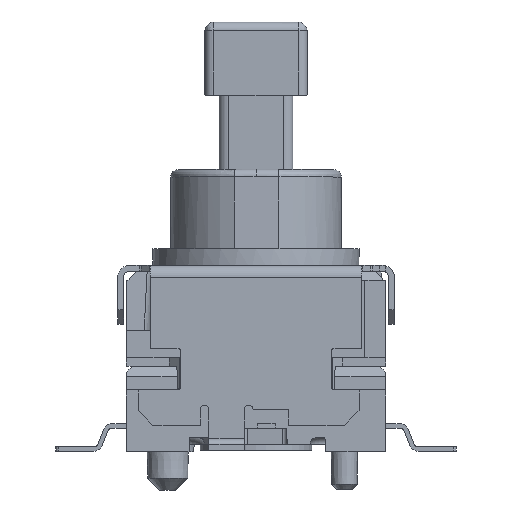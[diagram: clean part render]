
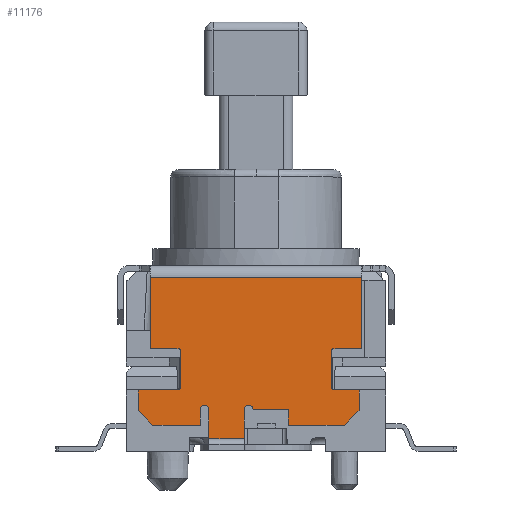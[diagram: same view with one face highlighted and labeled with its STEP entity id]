
A CAD part, front view. The second image highlights one B-rep face of the part: STEP entity #11176.
In plain terms, the highlighted planar face has unit normal (0, -1, 0).
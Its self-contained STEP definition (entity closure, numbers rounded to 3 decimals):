
#227=PLANE('',#11961);
#813=FACE_OUTER_BOUND('',#1399,.T.);
#1399=EDGE_LOOP('',(#8183,#8184,#8185,#8186,#8187,#8188,#8189,#8190,#8191,
#8192,#8193,#8194,#8195,#8196,#8197,#8198,#8199,#8200,#8201,#8202,#8203,
#8204,#8205,#8206,#8207,#8208,#8209,#8210,#8211));
#2062=LINE('',#17312,#3188);
#2065=LINE('',#17318,#3191);
#2066=LINE('',#17321,#3192);
#2069=LINE('',#17328,#3195);
#2076=LINE('',#17345,#3202);
#2078=LINE('',#17352,#3204);
#2082=LINE('',#17362,#3208);
#2087=LINE('',#17376,#3213);
#2090=LINE('',#17382,#3216);
#2094=LINE('',#17394,#3220);
#2097=LINE('',#17401,#3223);
#2103=LINE('',#17412,#3229);
#2106=LINE('',#17418,#3232);
#2109=LINE('',#17427,#3235);
#2110=LINE('',#17429,#3236);
#2112=LINE('',#17434,#3238);
#2153=LINE('',#17575,#3279);
#2265=LINE('',#17871,#3391);
#2270=LINE('',#17881,#3396);
#2271=LINE('',#17883,#3397);
#2272=LINE('',#17884,#3398);
#2273=LINE('',#17886,#3399);
#2274=LINE('',#17887,#3400);
#3188=VECTOR('',#13420,1000.);
#3191=VECTOR('',#13425,1000.);
#3192=VECTOR('',#13428,1000.);
#3195=VECTOR('',#13433,1000.);
#3202=VECTOR('',#13448,1000.);
#3204=VECTOR('',#13454,1000.);
#3208=VECTOR('',#13462,1000.);
#3213=VECTOR('',#13473,1000.);
#3216=VECTOR('',#13478,1000.);
#3220=VECTOR('',#13490,1000.);
#3223=VECTOR('',#13495,1000.);
#3229=VECTOR('',#13503,1000.);
#3232=VECTOR('',#13508,1000.);
#3235=VECTOR('',#13519,1000.);
#3236=VECTOR('',#13522,1000.);
#3238=VECTOR('',#13526,1000.);
#3279=VECTOR('',#13611,1000.);
#3391=VECTOR('',#13881,1000.);
#3396=VECTOR('',#13890,1000.);
#3397=VECTOR('',#13891,1000.);
#3398=VECTOR('',#13892,1000.);
#3399=VECTOR('',#13893,1000.);
#3400=VECTOR('',#13894,1000.);
#4160=CIRCLE('',#11836,0.1);
#4166=CIRCLE('',#11848,0.1);
#4168=CIRCLE('',#11855,0.15);
#4170=CIRCLE('',#11861,0.15);
#4172=CIRCLE('',#11864,0.1);
#4176=CIRCLE('',#11877,0.1);
#4700=VERTEX_POINT('',#17078);
#4703=VERTEX_POINT('',#17088);
#4765=VERTEX_POINT('',#17305);
#4768=VERTEX_POINT('',#17310);
#4770=VERTEX_POINT('',#17316);
#4771=VERTEX_POINT('',#17320);
#4773=VERTEX_POINT('',#17326);
#4774=VERTEX_POINT('',#17327);
#4778=VERTEX_POINT('',#17337);
#4780=VERTEX_POINT('',#17343);
#4783=VERTEX_POINT('',#17350);
#4787=VERTEX_POINT('',#17361);
#4793=VERTEX_POINT('',#17374);
#4795=VERTEX_POINT('',#17381);
#4798=VERTEX_POINT('',#17389);
#4799=VERTEX_POINT('',#17393);
#4801=VERTEX_POINT('',#17399);
#4802=VERTEX_POINT('',#17400);
#4806=VERTEX_POINT('',#17410);
#4808=VERTEX_POINT('',#17416);
#4810=VERTEX_POINT('',#17422);
#4812=VERTEX_POINT('',#17432);
#4814=VERTEX_POINT('',#17442);
#4837=VERTEX_POINT('',#17546);
#4847=VERTEX_POINT('',#17574);
#4944=VERTEX_POINT('',#17870);
#4947=VERTEX_POINT('',#17880);
#4948=VERTEX_POINT('',#17882);
#4949=VERTEX_POINT('',#17885);
#5922=EDGE_CURVE('',#4765,#4768,#2062,.T.);
#5925=EDGE_CURVE('',#4768,#4770,#2065,.T.);
#5926=EDGE_CURVE('',#4770,#4771,#2066,.T.);
#5929=EDGE_CURVE('',#4773,#4774,#2069,.T.);
#5935=EDGE_CURVE('',#4774,#4778,#4160,.T.);
#5938=EDGE_CURVE('',#4778,#4780,#2076,.T.);
#5941=EDGE_CURVE('',#4780,#4783,#2078,.T.);
#5946=EDGE_CURVE('',#4783,#4787,#2082,.T.);
#5953=EDGE_CURVE('',#4787,#4793,#2087,.T.);
#5956=EDGE_CURVE('',#4793,#4795,#2090,.T.);
#5961=EDGE_CURVE('',#4795,#4798,#4166,.T.);
#5962=EDGE_CURVE('',#4798,#4799,#2094,.T.);
#5965=EDGE_CURVE('',#4801,#4802,#2097,.T.);
#5971=EDGE_CURVE('',#4802,#4806,#2103,.T.);
#5974=EDGE_CURVE('',#4806,#4808,#2106,.T.);
#5977=EDGE_CURVE('',#4808,#4810,#4168,.T.);
#5979=EDGE_CURVE('',#4810,#4700,#2109,.T.);
#5980=EDGE_CURVE('',#4700,#4703,#2110,.T.);
#5982=EDGE_CURVE('',#4703,#4812,#2112,.T.);
#5985=EDGE_CURVE('',#4812,#4765,#4170,.T.);
#5988=EDGE_CURVE('',#4799,#4814,#4172,.T.);
#6020=EDGE_CURVE('',#4837,#4773,#4176,.T.);
#6033=EDGE_CURVE('',#4771,#4847,#2153,.T.);
#6177=EDGE_CURVE('',#4944,#4801,#2265,.T.);
#6182=EDGE_CURVE('',#4847,#4947,#2270,.T.);
#6183=EDGE_CURVE('',#4947,#4948,#2271,.T.);
#6184=EDGE_CURVE('',#4948,#4837,#2272,.T.);
#6185=EDGE_CURVE('',#4814,#4949,#2273,.T.);
#6186=EDGE_CURVE('',#4949,#4944,#2274,.T.);
#8183=ORIENTED_EDGE('',*,*,#5985,.T.);
#8184=ORIENTED_EDGE('',*,*,#5922,.T.);
#8185=ORIENTED_EDGE('',*,*,#5925,.T.);
#8186=ORIENTED_EDGE('',*,*,#5926,.T.);
#8187=ORIENTED_EDGE('',*,*,#6033,.T.);
#8188=ORIENTED_EDGE('',*,*,#6182,.T.);
#8189=ORIENTED_EDGE('',*,*,#6183,.T.);
#8190=ORIENTED_EDGE('',*,*,#6184,.T.);
#8191=ORIENTED_EDGE('',*,*,#6020,.T.);
#8192=ORIENTED_EDGE('',*,*,#5929,.T.);
#8193=ORIENTED_EDGE('',*,*,#5935,.T.);
#8194=ORIENTED_EDGE('',*,*,#5938,.T.);
#8195=ORIENTED_EDGE('',*,*,#5941,.T.);
#8196=ORIENTED_EDGE('',*,*,#5946,.T.);
#8197=ORIENTED_EDGE('',*,*,#5953,.T.);
#8198=ORIENTED_EDGE('',*,*,#5956,.T.);
#8199=ORIENTED_EDGE('',*,*,#5961,.T.);
#8200=ORIENTED_EDGE('',*,*,#5962,.T.);
#8201=ORIENTED_EDGE('',*,*,#5988,.T.);
#8202=ORIENTED_EDGE('',*,*,#6185,.T.);
#8203=ORIENTED_EDGE('',*,*,#6186,.T.);
#8204=ORIENTED_EDGE('',*,*,#6177,.T.);
#8205=ORIENTED_EDGE('',*,*,#5965,.T.);
#8206=ORIENTED_EDGE('',*,*,#5971,.T.);
#8207=ORIENTED_EDGE('',*,*,#5974,.T.);
#8208=ORIENTED_EDGE('',*,*,#5977,.T.);
#8209=ORIENTED_EDGE('',*,*,#5979,.T.);
#8210=ORIENTED_EDGE('',*,*,#5980,.T.);
#8211=ORIENTED_EDGE('',*,*,#5982,.T.);
#11176=ADVANCED_FACE('',(#813),#227,.T.);
#11836=AXIS2_PLACEMENT_3D('',#17339,#13442,#13443);
#11848=AXIS2_PLACEMENT_3D('',#17391,#13486,#13487);
#11855=AXIS2_PLACEMENT_3D('',#17424,#13514,#13515);
#11861=AXIS2_PLACEMENT_3D('',#17438,#13532,#13533);
#11864=AXIS2_PLACEMENT_3D('',#17444,#13539,#13540);
#11877=AXIS2_PLACEMENT_3D('',#17550,#13591,#13592);
#11961=AXIS2_PLACEMENT_3D('',#17879,#13888,#13889);
#13420=DIRECTION('',(1.,0.,0.));
#13425=DIRECTION('',(0.,0.,-1.));
#13428=DIRECTION('',(1.,0.,0.));
#13433=DIRECTION('',(0.,0.,1.));
#13442=DIRECTION('center_axis',(0.,1.,0.));
#13443=DIRECTION('ref_axis',(0.,0.,1.));
#13448=DIRECTION('',(1.,0.,0.));
#13454=DIRECTION('',(0.,0.,1.));
#13462=DIRECTION('',(-1.,0.,0.));
#13473=DIRECTION('',(0.,0.,-1.));
#13478=DIRECTION('',(1.,0.,0.));
#13486=DIRECTION('center_axis',(0.,1.,0.));
#13487=DIRECTION('ref_axis',(0.,0.,1.));
#13490=DIRECTION('',(0.,0.,-1.));
#13495=DIRECTION('',(0.707,0.,-0.707));
#13503=DIRECTION('',(1.,0.,0.));
#13508=DIRECTION('',(0.,0.,1.));
#13514=DIRECTION('center_axis',(0.,1.,0.));
#13515=DIRECTION('ref_axis',(0.,0.,-1.));
#13519=DIRECTION('',(0.,0.,-1.));
#13522=DIRECTION('',(1.,0.,0.));
#13526=DIRECTION('',(0.,0.,1.));
#13532=DIRECTION('center_axis',(0.,1.,0.));
#13533=DIRECTION('ref_axis',(0.,0.,-1.));
#13539=DIRECTION('center_axis',(0.,1.,0.));
#13540=DIRECTION('ref_axis',(0.,0.,1.));
#13591=DIRECTION('center_axis',(0.,1.,0.));
#13592=DIRECTION('ref_axis',(0.,0.,1.));
#13611=DIRECTION('',(0.707,0.,0.707));
#13881=DIRECTION('',(0.,0.,-1.));
#13888=DIRECTION('center_axis',(0.,-1.,0.));
#13889=DIRECTION('ref_axis',(0.,0.,-1.));
#13890=DIRECTION('',(0.,0.,1.));
#13891=DIRECTION('',(-1.,0.,0.));
#13892=DIRECTION('',(-1.,0.,0.));
#13893=DIRECTION('',(-1.,0.,0.));
#13894=DIRECTION('',(-1.,0.,0.));
#17078=CARTESIAN_POINT('',(-1.6,-4.455,0.445));
#17088=CARTESIAN_POINT('',(-0.4,-4.455,0.445));
#17305=CARTESIAN_POINT('',(-0.1,-4.455,1.43));
#17310=CARTESIAN_POINT('',(1.1,-4.455,1.43));
#17312=CARTESIAN_POINT('',(3.6,-4.455,1.43));
#17316=CARTESIAN_POINT('',(1.1,-4.455,0.9));
#17318=CARTESIAN_POINT('',(1.1,-4.455,0.445));
#17320=CARTESIAN_POINT('',(3.,-4.455,0.9));
#17321=CARTESIAN_POINT('',(3.6,-4.455,0.9));
#17326=CARTESIAN_POINT('',(2.55,-4.455,2.2));
#17327=CARTESIAN_POINT('',(2.55,-4.455,3.4));
#17328=CARTESIAN_POINT('',(2.55,-4.455,0.445));
#17337=CARTESIAN_POINT('',(2.65,-4.455,3.5));
#17339=CARTESIAN_POINT('Origin',(2.65,-4.455,3.4));
#17343=CARTESIAN_POINT('',(3.6,-4.455,3.5));
#17345=CARTESIAN_POINT('',(3.6,-4.455,3.5));
#17350=CARTESIAN_POINT('',(3.6,-4.455,5.93));
#17352=CARTESIAN_POINT('',(3.6,-4.455,0.445));
#17361=CARTESIAN_POINT('',(-3.6,-4.455,5.93));
#17362=CARTESIAN_POINT('',(3.6,-4.455,5.93));
#17374=CARTESIAN_POINT('',(-3.6,-4.455,3.5));
#17376=CARTESIAN_POINT('',(-3.6,-4.455,0.445));
#17381=CARTESIAN_POINT('',(-2.65,-4.455,3.5));
#17382=CARTESIAN_POINT('',(3.6,-4.455,3.5));
#17389=CARTESIAN_POINT('',(-2.55,-4.455,3.4));
#17391=CARTESIAN_POINT('Origin',(-2.65,-4.455,3.4));
#17393=CARTESIAN_POINT('',(-2.55,-4.455,2.2));
#17394=CARTESIAN_POINT('',(-2.55,-4.455,0.445));
#17399=CARTESIAN_POINT('',(-4.,-4.455,1.4));
#17400=CARTESIAN_POINT('',(-3.5,-4.455,0.9));
#17401=CARTESIAN_POINT('',(-4.,-4.455,1.4));
#17410=CARTESIAN_POINT('',(-1.9,-4.455,0.9));
#17412=CARTESIAN_POINT('',(3.6,-4.455,0.9));
#17416=CARTESIAN_POINT('',(-1.9,-4.455,1.43));
#17418=CARTESIAN_POINT('',(-1.9,-4.455,0.445));
#17422=CARTESIAN_POINT('',(-1.6,-4.455,1.43));
#17424=CARTESIAN_POINT('Origin',(-1.75,-4.455,1.43));
#17427=CARTESIAN_POINT('',(-1.6,-4.455,0.445));
#17429=CARTESIAN_POINT('',(3.6,-4.455,0.445));
#17432=CARTESIAN_POINT('',(-0.4,-4.455,1.43));
#17434=CARTESIAN_POINT('',(-0.4,-4.455,0.445));
#17438=CARTESIAN_POINT('Origin',(-0.25,-4.455,1.43));
#17442=CARTESIAN_POINT('',(-2.65,-4.455,2.1));
#17444=CARTESIAN_POINT('Origin',(-2.65,-4.455,2.2));
#17546=CARTESIAN_POINT('',(2.65,-4.455,2.1));
#17550=CARTESIAN_POINT('Origin',(2.65,-4.455,2.2));
#17574=CARTESIAN_POINT('',(3.5,-4.455,1.4));
#17575=CARTESIAN_POINT('',(3.,-4.455,0.9));
#17870=CARTESIAN_POINT('',(-4.,-4.455,2.1));
#17871=CARTESIAN_POINT('',(-4.,-4.455,0.445));
#17879=CARTESIAN_POINT('Origin',(3.6,-4.455,0.445));
#17880=CARTESIAN_POINT('',(3.5,-4.455,2.1));
#17881=CARTESIAN_POINT('',(3.5,-4.455,1.4));
#17882=CARTESIAN_POINT('',(2.66,-4.455,2.1));
#17883=CARTESIAN_POINT('',(3.6,-4.455,2.1));
#17884=CARTESIAN_POINT('',(2.661,-4.455,2.1));
#17885=CARTESIAN_POINT('',(-2.66,-4.455,2.1));
#17886=CARTESIAN_POINT('',(-2.65,-4.455,2.1));
#17887=CARTESIAN_POINT('',(-2.66,-4.455,2.1));
